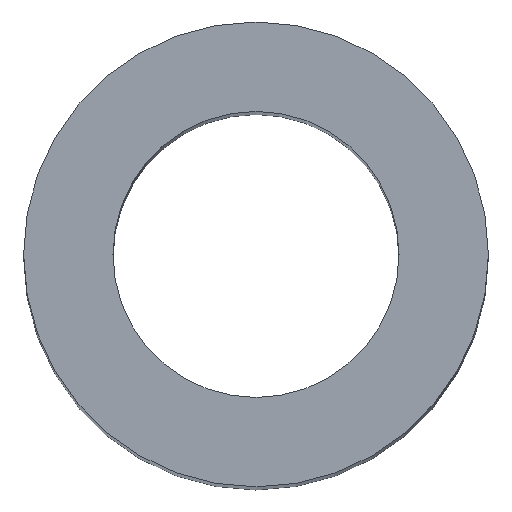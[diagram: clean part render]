
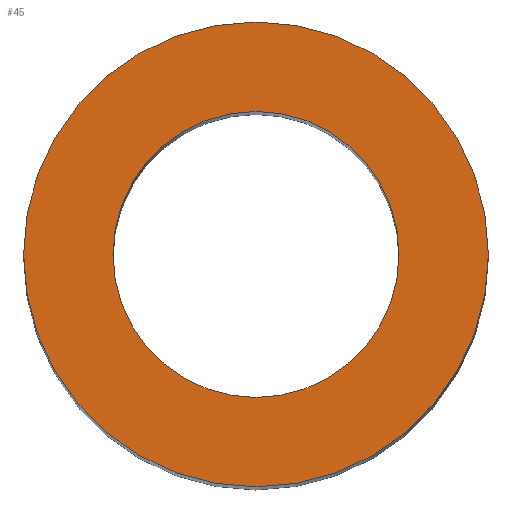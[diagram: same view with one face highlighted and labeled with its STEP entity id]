
A CAD part, top view. The second image highlights one B-rep face of the part: STEP entity #45.
In plain terms, the highlighted planar face has unit normal (0, 0, 1).
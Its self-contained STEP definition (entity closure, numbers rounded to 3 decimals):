
#4 = DIRECTION ( 'NONE',  ( 0., 0., 1. ) ) ;
#13 = ORIENTED_EDGE ( 'NONE', *, *, #190, .T. ) ;
#19 = AXIS2_PLACEMENT_3D ( 'NONE', #192, #64, #140 ) ;
#22 = CARTESIAN_POINT ( 'NONE',  ( -2.6, 0., 20. ) ) ;
#28 = ORIENTED_EDGE ( 'NONE', *, *, #65, .T. ) ;
#40 = DIRECTION ( 'NONE',  ( 0., 0., 1. ) ) ;
#45 = ADVANCED_FACE ( 'NONE', ( #102, #171 ), #247, .T. ) ;
#51 = EDGE_CURVE ( 'NONE', #58, #225, #131, .T. ) ;
#52 = CARTESIAN_POINT ( 'NONE',  ( 0., 0., 20. ) ) ;
#56 = AXIS2_PLACEMENT_3D ( 'NONE', #69, #40, #118 ) ;
#58 = VERTEX_POINT ( 'NONE', #121 ) ;
#59 = VERTEX_POINT ( 'NONE', #22 ) ;
#61 = CIRCLE ( 'NONE', #56, 2.6 ) ;
#63 = DIRECTION ( 'NONE',  ( 1., 0., 0. ) ) ;
#64 = DIRECTION ( 'NONE',  ( 0., 0., 1. ) ) ;
#65 = EDGE_CURVE ( 'NONE', #59, #211, #61, .T. ) ;
#69 = CARTESIAN_POINT ( 'NONE',  ( 0., 0., 20. ) ) ;
#72 = DIRECTION ( 'NONE',  ( 1., 0., 0. ) ) ;
#77 = AXIS2_PLACEMENT_3D ( 'NONE', #159, #175, #63 ) ;
#102 = FACE_OUTER_BOUND ( 'NONE', #113, .T. ) ;
#106 = CIRCLE ( 'NONE', #240, 1.6 ) ;
#113 = EDGE_LOOP ( 'NONE', ( #28, #13 ) ) ;
#118 = DIRECTION ( 'NONE',  ( 1., 0., 0. ) ) ;
#121 = CARTESIAN_POINT ( 'NONE',  ( -1.6, 0., 20. ) ) ;
#131 = CIRCLE ( 'NONE', #19, 1.6 ) ;
#135 = EDGE_LOOP ( 'NONE', ( #205, #170 ) ) ;
#140 = DIRECTION ( 'NONE',  ( 1., 0., 0. ) ) ;
#141 = CIRCLE ( 'NONE', #200, 2.6 ) ;
#157 = EDGE_CURVE ( 'NONE', #225, #58, #106, .T. ) ;
#159 = CARTESIAN_POINT ( 'NONE',  ( 0., 0., 20. ) ) ;
#165 = CARTESIAN_POINT ( 'NONE',  ( 2.6, 0., 20. ) ) ;
#170 = ORIENTED_EDGE ( 'NONE', *, *, #157, .F. ) ;
#171 = FACE_BOUND ( 'NONE', #135, .T. ) ;
#175 = DIRECTION ( 'NONE',  ( 0., 0., 1. ) ) ;
#190 = EDGE_CURVE ( 'NONE', #211, #59, #141, .T. ) ;
#192 = CARTESIAN_POINT ( 'NONE',  ( 0., 0., 20. ) ) ;
#199 = CARTESIAN_POINT ( 'NONE',  ( 1.6, 0., 20. ) ) ;
#200 = AXIS2_PLACEMENT_3D ( 'NONE', #239, #4, #72 ) ;
#205 = ORIENTED_EDGE ( 'NONE', *, *, #51, .F. ) ;
#211 = VERTEX_POINT ( 'NONE', #165 ) ;
#216 = DIRECTION ( 'NONE',  ( 0., 0., 1. ) ) ;
#225 = VERTEX_POINT ( 'NONE', #199 ) ;
#238 = DIRECTION ( 'NONE',  ( 1., 0., 0. ) ) ;
#239 = CARTESIAN_POINT ( 'NONE',  ( 0., 0., 20. ) ) ;
#240 = AXIS2_PLACEMENT_3D ( 'NONE', #52, #216, #238 ) ;
#247 = PLANE ( 'NONE',  #77 ) ;
